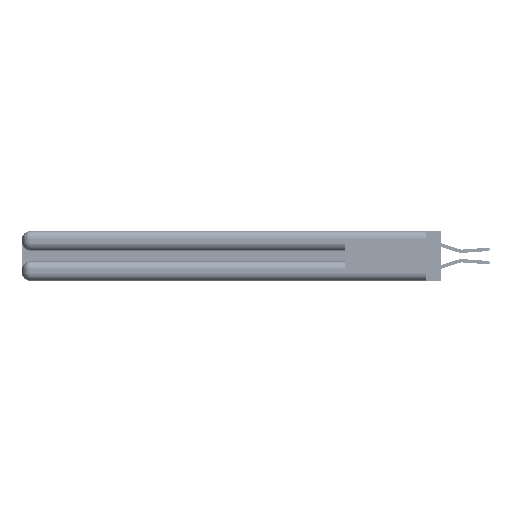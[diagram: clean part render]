
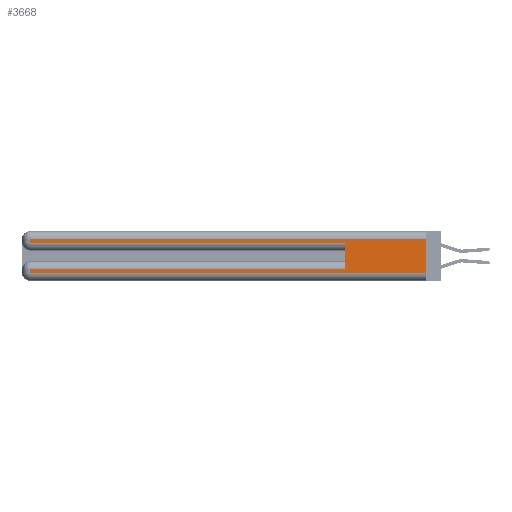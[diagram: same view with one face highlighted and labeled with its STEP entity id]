
A CAD part, left-side view. The second image highlights one B-rep face of the part: STEP entity #3668.
In plain terms, the highlighted planar face has unit normal (-1, 0, 0).
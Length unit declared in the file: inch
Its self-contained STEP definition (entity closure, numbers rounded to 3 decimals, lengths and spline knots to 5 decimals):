
#74 = ORIENTED_EDGE ( 'NONE', *, *, #43647, .T. ) ;
#2633 = CARTESIAN_POINT ( 'NONE',  ( 0., 2.94, 0.085 ) ) ;
#3668 = ADVANCED_FACE ( 'NONE', ( #42134 ), #21639, .F. ) ;
#4389 = LINE ( 'NONE', #47161, #15495 ) ;
#5221 = VECTOR ( 'NONE', #7740, 39.37008 ) ;
#5320 = DIRECTION ( 'NONE',  ( 0., -1., 0. ) ) ;
#6550 = CARTESIAN_POINT ( 'NONE',  ( 0., 0., 0.37 ) ) ;
#6679 = VERTEX_POINT ( 'NONE', #38856 ) ;
#6765 = DIRECTION ( 'NONE',  ( 1., 0., 0. ) ) ;
#7740 = DIRECTION ( 'NONE',  ( 0., 0., -1. ) ) ;
#8353 = VERTEX_POINT ( 'NONE', #56372 ) ;
#8683 = LINE ( 'NONE', #9968, #54982 ) ;
#9954 = VECTOR ( 'NONE', #47157, 39.37008 ) ;
#9964 = CARTESIAN_POINT ( 'NONE',  ( 0., 0., 0.06 ) ) ;
#9968 = CARTESIAN_POINT ( 'NONE',  ( 0., 0., 0.285 ) ) ;
#11744 = CARTESIAN_POINT ( 'NONE',  ( 0., 0., 0.31 ) ) ;
#11936 = EDGE_CURVE ( 'NONE', #8353, #56136, #54146, .T. ) ;
#12614 = CARTESIAN_POINT ( 'NONE',  ( 0., 0., 0.37 ) ) ;
#13873 = CARTESIAN_POINT ( 'NONE',  ( 0., 2.94, 0.285 ) ) ;
#14138 = EDGE_CURVE ( 'NONE', #27315, #6679, #26292, .T. ) ;
#15495 = VECTOR ( 'NONE', #55754, 39.37008 ) ;
#16856 = VERTEX_POINT ( 'NONE', #2633 ) ;
#19854 = DIRECTION ( 'NONE',  ( 0., 0., -1. ) ) ;
#21639 = PLANE ( 'NONE',  #35645 ) ;
#24185 = VERTEX_POINT ( 'NONE', #13873 ) ;
#24446 = CARTESIAN_POINT ( 'NONE',  ( 0., 2.94, 0.37 ) ) ;
#24931 = VECTOR ( 'NONE', #19854, 39.37008 ) ;
#25713 = CARTESIAN_POINT ( 'NONE',  ( 0., 0.6, 0.085 ) ) ;
#25813 = CARTESIAN_POINT ( 'NONE',  ( 0., 0., 0.06 ) ) ;
#26292 = LINE ( 'NONE', #30752, #48322 ) ;
#26641 = EDGE_CURVE ( 'NONE', #56136, #24185, #26783, .T. ) ;
#26783 = LINE ( 'NONE', #24446, #51626 ) ;
#26883 = DIRECTION ( 'NONE',  ( 0., 0., 1. ) ) ;
#27315 = VERTEX_POINT ( 'NONE', #25713 ) ;
#27469 = ORIENTED_EDGE ( 'NONE', *, *, #38666, .T. ) ;
#27718 = LINE ( 'NONE', #6550, #24931 ) ;
#27733 = DIRECTION ( 'NONE',  ( 0., -1., 0. ) ) ;
#30752 = CARTESIAN_POINT ( 'NONE',  ( 0., 0.6, 0.145 ) ) ;
#32325 = ORIENTED_EDGE ( 'NONE', *, *, #14138, .F. ) ;
#34070 = EDGE_CURVE ( 'NONE', #39072, #38454, #44584, .T. ) ;
#34371 = ORIENTED_EDGE ( 'NONE', *, *, #56043, .T. ) ;
#35645 = AXIS2_PLACEMENT_3D ( 'NONE', #12614, #6765, #43383 ) ;
#37185 = ORIENTED_EDGE ( 'NONE', *, *, #26641, .T. ) ;
#38454 = VERTEX_POINT ( 'NONE', #25813 ) ;
#38666 = EDGE_CURVE ( 'NONE', #24185, #6679, #8683, .T. ) ;
#38856 = CARTESIAN_POINT ( 'NONE',  ( 0., 0.6, 0.285 ) ) ;
#39072 = VERTEX_POINT ( 'NONE', #44407 ) ;
#40064 = LINE ( 'NONE', #42816, #5221 ) ;
#40446 = VECTOR ( 'NONE', #5320, 39.37008 ) ;
#40629 = ORIENTED_EDGE ( 'NONE', *, *, #11936, .T. ) ;
#42134 = FACE_OUTER_BOUND ( 'NONE', #47564, .T. ) ;
#42816 = CARTESIAN_POINT ( 'NONE',  ( 0., 2.94, 0.37 ) ) ;
#43383 = DIRECTION ( 'NONE',  ( 0., 0., -1. ) ) ;
#43647 = EDGE_CURVE ( 'NONE', #16856, #39072, #40064, .T. ) ;
#44407 = CARTESIAN_POINT ( 'NONE',  ( 0., 2.94, 0.06 ) ) ;
#44584 = LINE ( 'NONE', #9964, #40446 ) ;
#46758 = DIRECTION ( 'NONE',  ( 0., 0., -1. ) ) ;
#47157 = DIRECTION ( 'NONE',  ( 0., 1., 0. ) ) ;
#47161 = CARTESIAN_POINT ( 'NONE',  ( 0., 0., 0.085 ) ) ;
#47564 = EDGE_LOOP ( 'NONE', ( #51163, #40629, #37185, #27469, #32325, #34371, #74, #51270 ) ) ;
#48322 = VECTOR ( 'NONE', #26883, 39.37008 ) ;
#51163 = ORIENTED_EDGE ( 'NONE', *, *, #51986, .F. ) ;
#51270 = ORIENTED_EDGE ( 'NONE', *, *, #34070, .T. ) ;
#51626 = VECTOR ( 'NONE', #46758, 39.37008 ) ;
#51986 = EDGE_CURVE ( 'NONE', #8353, #38454, #27718, .T. ) ;
#54146 = LINE ( 'NONE', #11744, #9954 ) ;
#54982 = VECTOR ( 'NONE', #27733, 39.37008 ) ;
#55754 = DIRECTION ( 'NONE',  ( 0., 1., 0. ) ) ;
#55932 = CARTESIAN_POINT ( 'NONE',  ( 0., 2.94, 0.31 ) ) ;
#56043 = EDGE_CURVE ( 'NONE', #27315, #16856, #4389, .T. ) ;
#56136 = VERTEX_POINT ( 'NONE', #55932 ) ;
#56372 = CARTESIAN_POINT ( 'NONE',  ( 0., 0., 0.31 ) ) ;
